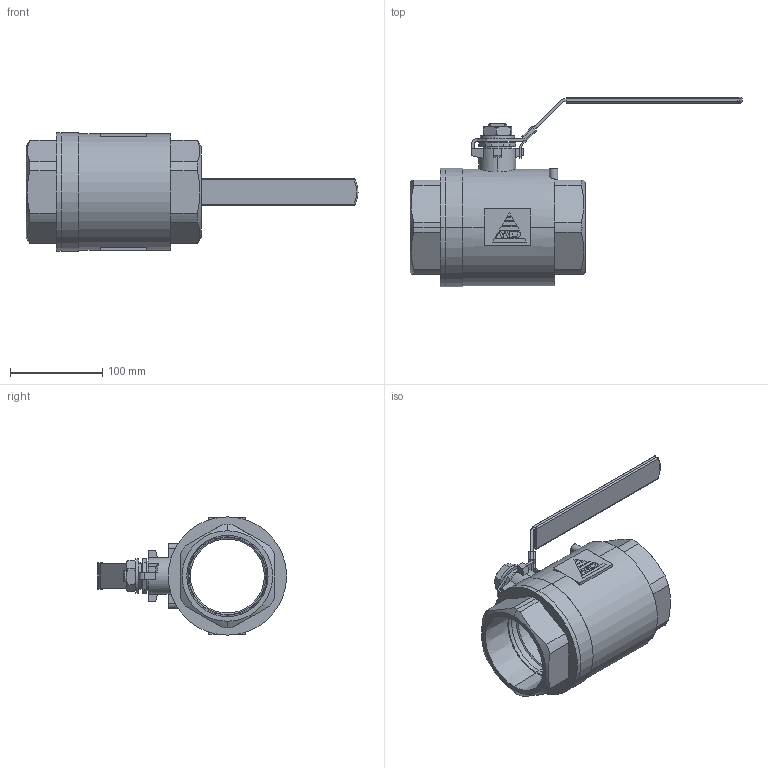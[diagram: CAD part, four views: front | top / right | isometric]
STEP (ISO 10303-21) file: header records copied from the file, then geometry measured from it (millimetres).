
FILE_DESCRIPTION (( 'STEP AP203' ), '1' );
FILE_NAME ('V-106L-THREADED-PN40_DN80.STEP', '2019-11-08T07:16:58', ( '' ), ( '' ), 'SwSTEP 2.0', 'SolidWorks 2012', '' );
FILE_SCHEMA (( 'CONFIG_CONTROL_DESIGN' ));
Length unit declared in the file: millimetre
Products named in the file (5): V-106L-THREADED-PN40_DN80; Hexagon Thin Nut ISO 4035 - M20 - N_Hexagon Thin Nut ISO 4035 - M20 - N; Washer ISO 7091 - 20_Washer ISO 7091 - 20; V-109-HANDLE_261L; V-106L-THREADED-PN40_DN80-BODY
Assembly tree (4 placements, depth 2):
  V-106L-THREADED-PN40_DN80
    V-106L-THREADED-PN40_DN80-BODY
    V-109-HANDLE_261L
    Washer ISO 7091 - 20_Washer ISO 7091 - 20
    Hexagon Thin Nut ISO 4035 - M20 - N_Hexagon Thin Nut ISO 4035 - M20 - N
Bounding box: 359.23 x 204.6 x 128 mm (x, y, z)
Volume: 1214325.3 mm3; surface area: 183365.9 mm2
Topology: 5 solids, 5 shells, 385 faces, 990 edges, 636 vertices
Faces by surface type: plane 265, cylinder 78, cone 36, sphere 4, torus 2
Entity records: 12492 total; most frequent: CARTESIAN_POINT 2564, ORIENTED_EDGE 1968, DIRECTION 1914, EDGE_CURVE 984, LINE 710, VECTOR 710, VERTEX_POINT 636, AXIS2_PLACEMENT_3D 602
